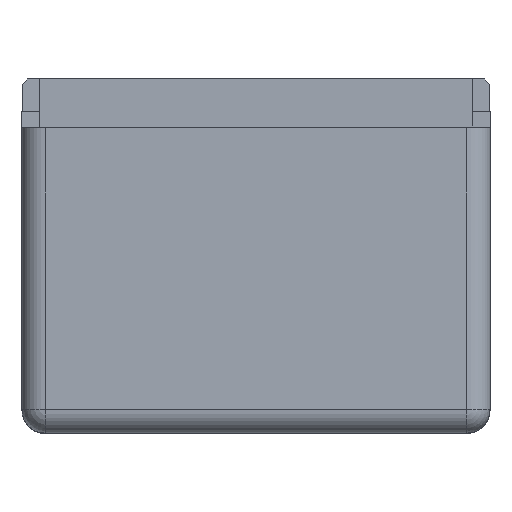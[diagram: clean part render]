
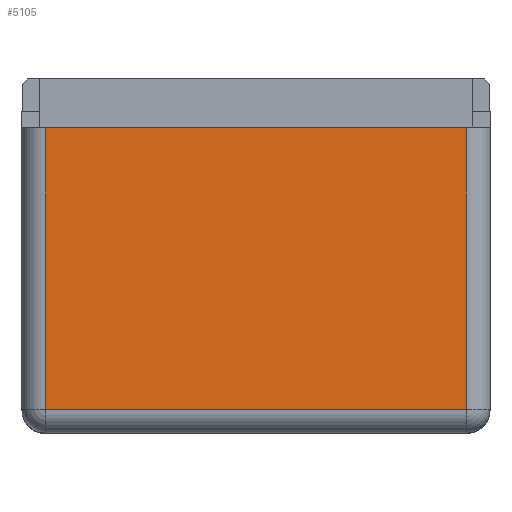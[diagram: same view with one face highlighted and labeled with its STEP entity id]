
A CAD part, front view. The second image highlights one B-rep face of the part: STEP entity #5105.
In plain terms, the highlighted planar face has unit normal (0, -1, 0).
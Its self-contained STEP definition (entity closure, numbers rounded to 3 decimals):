
#608 = CYLINDRICAL_SURFACE('',#609,2.);
#609 = AXIS2_PLACEMENT_3D('',#610,#611,#612);
#610 = CARTESIAN_POINT('',(-18.,-58.75,12.));
#611 = DIRECTION('',(-0.,-0.,-1.));
#612 = DIRECTION('',(0.,-1.,0.));
#636 = PLANE('',#637);
#637 = AXIS2_PLACEMENT_3D('',#638,#639,#640);
#638 = CARTESIAN_POINT('',(-22.5,-65.205,5.602));
#639 = DIRECTION('',(0.,0.,1.));
#640 = DIRECTION('',(0.,1.,0.));
#1080 = VERTEX_POINT('',#1081);
#1081 = CARTESIAN_POINT('',(-18.,-60.75,5.602));
#1107 = EDGE_CURVE('',#1108,#1080,#1110,.T.);
#1108 = VERTEX_POINT('',#1109);
#1109 = CARTESIAN_POINT('',(18.,-60.75,5.602));
#1110 = SURFACE_CURVE('',#1111,(#1115,#1122),.PCURVE_S1.);
#1111 = LINE('',#1112,#1113);
#1112 = CARTESIAN_POINT('',(-11.25,-60.75,5.602));
#1113 = VECTOR('',#1114,1.);
#1114 = DIRECTION('',(-1.,0.,0.));
#1115 = PCURVE('',#636,#1116);
#1116 = DEFINITIONAL_REPRESENTATION('',(#1117),#1121);
#1117 = LINE('',#1118,#1119);
#1118 = CARTESIAN_POINT('',(4.455,-11.25));
#1119 = VECTOR('',#1120,1.);
#1120 = DIRECTION('',(0.,1.));
#1121 = ( GEOMETRIC_REPRESENTATION_CONTEXT(2) 
PARAMETRIC_REPRESENTATION_CONTEXT() REPRESENTATION_CONTEXT('2D SPACE',''
  ) );
#1122 = PCURVE('',#1123,#1128);
#1123 = PLANE('',#1124);
#1124 = AXIS2_PLACEMENT_3D('',#1125,#1126,#1127);
#1125 = CARTESIAN_POINT('',(0.,-60.75,-4.25));
#1126 = DIRECTION('',(-0.,-1.,-0.));
#1127 = DIRECTION('',(0.,0.,-1.));
#1128 = DEFINITIONAL_REPRESENTATION('',(#1129),#1133);
#1129 = LINE('',#1130,#1131);
#1130 = CARTESIAN_POINT('',(-9.852,-11.25));
#1131 = VECTOR('',#1132,1.);
#1132 = DIRECTION('',(0.,-1.));
#1133 = ( GEOMETRIC_REPRESENTATION_CONTEXT(2) 
PARAMETRIC_REPRESENTATION_CONTEXT() REPRESENTATION_CONTEXT('2D SPACE',''
  ) );
#1152 = CYLINDRICAL_SURFACE('',#1153,2.);
#1153 = AXIS2_PLACEMENT_3D('',#1154,#1155,#1156);
#1154 = CARTESIAN_POINT('',(18.,-58.75,-20.5));
#1155 = DIRECTION('',(0.,0.,1.));
#1156 = DIRECTION('',(1.,0.,0.));
#1300 = EDGE_CURVE('',#1080,#1301,#1303,.T.);
#1301 = VERTEX_POINT('',#1302);
#1302 = CARTESIAN_POINT('',(-18.,-60.75,-18.5));
#1303 = SURFACE_CURVE('',#1304,(#1308,#1315),.PCURVE_S1.);
#1304 = LINE('',#1305,#1306);
#1305 = CARTESIAN_POINT('',(-18.,-60.75,12.));
#1306 = VECTOR('',#1307,1.);
#1307 = DIRECTION('',(-0.,-0.,-1.));
#1308 = PCURVE('',#608,#1309);
#1309 = DEFINITIONAL_REPRESENTATION('',(#1310),#1314);
#1310 = LINE('',#1311,#1312);
#1311 = CARTESIAN_POINT('',(0.,0.));
#1312 = VECTOR('',#1313,1.);
#1313 = DIRECTION('',(0.,1.));
#1314 = ( GEOMETRIC_REPRESENTATION_CONTEXT(2) 
PARAMETRIC_REPRESENTATION_CONTEXT() REPRESENTATION_CONTEXT('2D SPACE',''
  ) );
#1315 = PCURVE('',#1123,#1316);
#1316 = DEFINITIONAL_REPRESENTATION('',(#1317),#1321);
#1317 = LINE('',#1318,#1319);
#1318 = CARTESIAN_POINT('',(-16.25,-18.));
#1319 = VECTOR('',#1320,1.);
#1320 = DIRECTION('',(1.,0.));
#1321 = ( GEOMETRIC_REPRESENTATION_CONTEXT(2) 
PARAMETRIC_REPRESENTATION_CONTEXT() REPRESENTATION_CONTEXT('2D SPACE',''
  ) );
#5055 = VERTEX_POINT('',#5056);
#5056 = CARTESIAN_POINT('',(18.,-60.75,-18.5));
#5083 = EDGE_CURVE('',#5055,#1108,#5084,.T.);
#5084 = SURFACE_CURVE('',#5085,(#5089,#5096),.PCURVE_S1.);
#5085 = LINE('',#5086,#5087);
#5086 = CARTESIAN_POINT('',(18.,-60.75,-20.5));
#5087 = VECTOR('',#5088,1.);
#5088 = DIRECTION('',(0.,0.,1.));
#5089 = PCURVE('',#1152,#5090);
#5090 = DEFINITIONAL_REPRESENTATION('',(#5091),#5095);
#5091 = LINE('',#5092,#5093);
#5092 = CARTESIAN_POINT('',(-1.571,0.));
#5093 = VECTOR('',#5094,1.);
#5094 = DIRECTION('',(-0.,1.));
#5095 = ( GEOMETRIC_REPRESENTATION_CONTEXT(2) 
PARAMETRIC_REPRESENTATION_CONTEXT() REPRESENTATION_CONTEXT('2D SPACE',''
  ) );
#5096 = PCURVE('',#1123,#5097);
#5097 = DEFINITIONAL_REPRESENTATION('',(#5098),#5102);
#5098 = LINE('',#5099,#5100);
#5099 = CARTESIAN_POINT('',(16.25,18.));
#5100 = VECTOR('',#5101,1.);
#5101 = DIRECTION('',(-1.,0.));
#5102 = ( GEOMETRIC_REPRESENTATION_CONTEXT(2) 
PARAMETRIC_REPRESENTATION_CONTEXT() REPRESENTATION_CONTEXT('2D SPACE',''
  ) );
#5105 = ADVANCED_FACE('',(#5106),#1123,.T.);
#5106 = FACE_BOUND('',#5107,.T.);
#5107 = EDGE_LOOP('',(#5108,#5109,#5110,#5136));
#5108 = ORIENTED_EDGE('',*,*,#1107,.T.);
#5109 = ORIENTED_EDGE('',*,*,#1300,.T.);
#5110 = ORIENTED_EDGE('',*,*,#5111,.F.);
#5111 = EDGE_CURVE('',#5055,#1301,#5112,.T.);
#5112 = SURFACE_CURVE('',#5113,(#5117,#5124),.PCURVE_S1.);
#5113 = LINE('',#5114,#5115);
#5114 = CARTESIAN_POINT('',(20.,-60.75,-18.5));
#5115 = VECTOR('',#5116,1.);
#5116 = DIRECTION('',(-1.,0.,0.));
#5117 = PCURVE('',#1123,#5118);
#5118 = DEFINITIONAL_REPRESENTATION('',(#5119),#5123);
#5119 = LINE('',#5120,#5121);
#5120 = CARTESIAN_POINT('',(14.25,20.));
#5121 = VECTOR('',#5122,1.);
#5122 = DIRECTION('',(0.,-1.));
#5123 = ( GEOMETRIC_REPRESENTATION_CONTEXT(2) 
PARAMETRIC_REPRESENTATION_CONTEXT() REPRESENTATION_CONTEXT('2D SPACE',''
  ) );
#5124 = PCURVE('',#5125,#5130);
#5125 = CYLINDRICAL_SURFACE('',#5126,2.);
#5126 = AXIS2_PLACEMENT_3D('',#5127,#5128,#5129);
#5127 = CARTESIAN_POINT('',(20.,-58.75,-18.5));
#5128 = DIRECTION('',(-1.,0.,0.));
#5129 = DIRECTION('',(0.,-1.,0.));
#5130 = DEFINITIONAL_REPRESENTATION('',(#5131),#5135);
#5131 = LINE('',#5132,#5133);
#5132 = CARTESIAN_POINT('',(-0.,0.));
#5133 = VECTOR('',#5134,1.);
#5134 = DIRECTION('',(-0.,1.));
#5135 = ( GEOMETRIC_REPRESENTATION_CONTEXT(2) 
PARAMETRIC_REPRESENTATION_CONTEXT() REPRESENTATION_CONTEXT('2D SPACE',''
  ) );
#5136 = ORIENTED_EDGE('',*,*,#5083,.T.);
